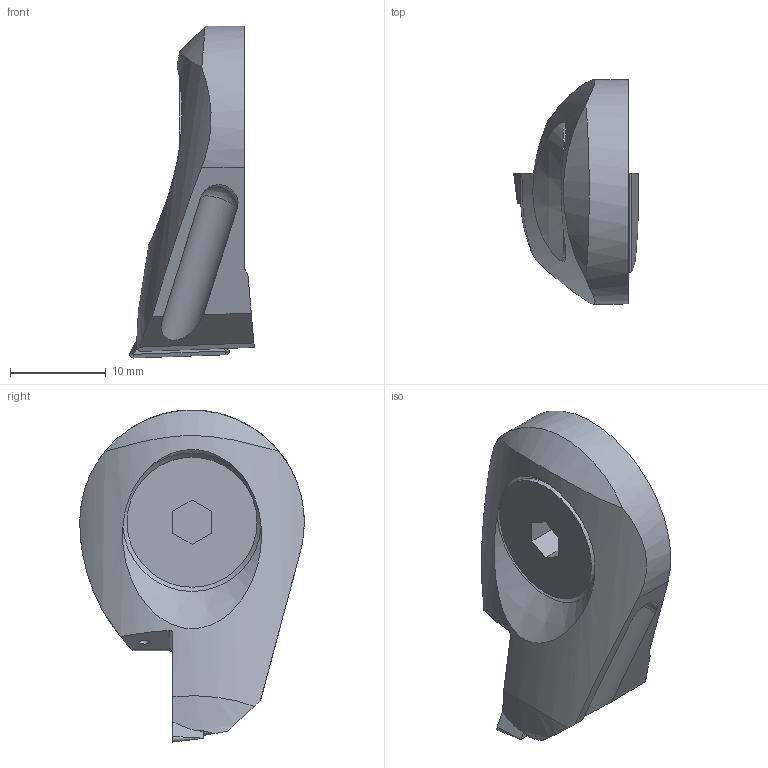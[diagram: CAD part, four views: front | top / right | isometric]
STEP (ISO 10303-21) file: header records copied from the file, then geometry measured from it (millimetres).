
FILE_DESCRIPTION(/* description */ (''),/* implementation_level */ '2;1');
FILE_NAME(/* name */ '1551878694131.stp',/* time_stamp */ '2019-03-06T14:25:10+01:00',/* author */ (''),/* organization */ ('SMS'),/* preprocessor_version */ 'ST-DEVELOPER v15',/* originating_system */ 'SIEMENS PLM Software NX 8.5',/* authorisation */ '');
FILE_SCHEMA (('AUTOMOTIVE_DESIGN { 1 0 10303 214 3 1 1 1 }'));
Length unit declared in the file: millimetre
Products named in the file (4): ASSEMBLY_CONSTRUCTION; 202218501mod000_00; IsoTurningInsert; 111169252mod000_01
Assembly tree (3 placements, depth 2):
  111169252mod000_01
    IsoTurningInsert
    202218501mod000_00
    ASSEMBLY_CONSTRUCTION
Bounding box: 13.03 x 23.5 x 34.74 mm (x, y, z)
Volume: 4030.1 mm3; surface area: 2210.5 mm2
Topology: 2 solids, 2 shells, 62 faces, 163 edges, 112 vertices
Faces by surface type: plane 31, cylinder 15, cone 10, torus 4, sphere 1, bspline 1
Full cylindrical faces by diameter (mm): 1 x1, 2.8 x2, 13.6 x1
Entity records: 2031 total; most frequent: CARTESIAN_POINT 438, DIRECTION 312, ORIENTED_EDGE 276, EDGE_CURVE 138, AXIS2_PLACEMENT_3D 117, VERTEX_POINT 96, EDGE_LOOP 79, LINE 78
